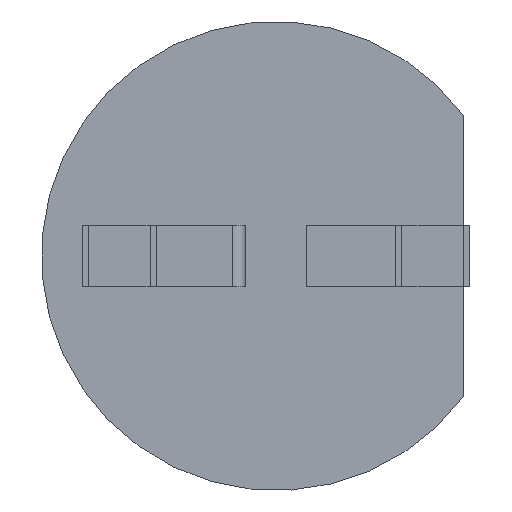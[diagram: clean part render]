
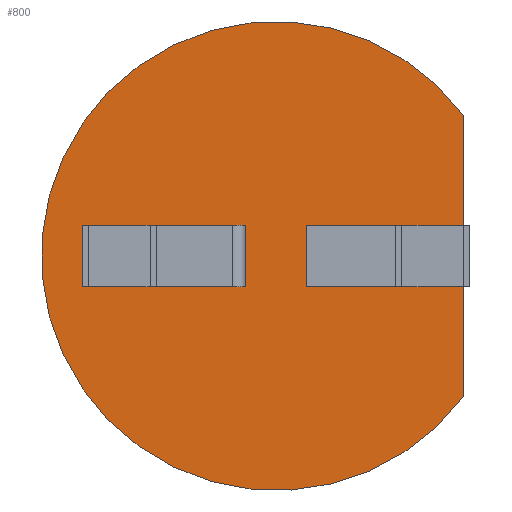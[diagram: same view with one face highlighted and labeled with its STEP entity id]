
A CAD part, front view. The second image highlights one B-rep face of the part: STEP entity #800.
In plain terms, the highlighted planar face has unit normal (0, -1, 0).
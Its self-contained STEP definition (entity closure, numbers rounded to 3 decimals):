
#20=PLANE('',#867);
#65=LINE('',#1157,#168);
#168=VECTOR('',#939,1000.);
#276=FACE_OUTER_BOUND('',#321,.T.);
#321=EDGE_LOOP('',(#580,#581));
#368=CIRCLE('',#866,1.9);
#380=VERTEX_POINT('',#1151);
#381=VERTEX_POINT('',#1153);
#459=EDGE_CURVE('',#381,#380,#368,.T.);
#461=EDGE_CURVE('',#380,#381,#65,.T.);
#580=ORIENTED_EDGE('',*,*,#459,.T.);
#581=ORIENTED_EDGE('',*,*,#461,.T.);
#800=ADVANCED_FACE('',(#276),#20,.F.);
#866=AXIS2_PLACEMENT_3D('',#1154,#934,#935);
#867=AXIS2_PLACEMENT_3D('',#1156,#937,#938);
#934=DIRECTION('center_axis',(0.,-1.,0.));
#935=DIRECTION('ref_axis',(0.,0.,-1.));
#937=DIRECTION('center_axis',(0.,1.,0.));
#938=DIRECTION('ref_axis',(0.,0.,1.));
#939=DIRECTION('',(0.,0.,1.));
#1151=CARTESIAN_POINT('',(1.52,0.,-1.14));
#1153=CARTESIAN_POINT('',(1.52,0.,1.14));
#1154=CARTESIAN_POINT('Origin',(0.,0.,0.));
#1156=CARTESIAN_POINT('Origin',(0.,0.,0.));
#1157=CARTESIAN_POINT('',(1.52,0.,-1.9));
